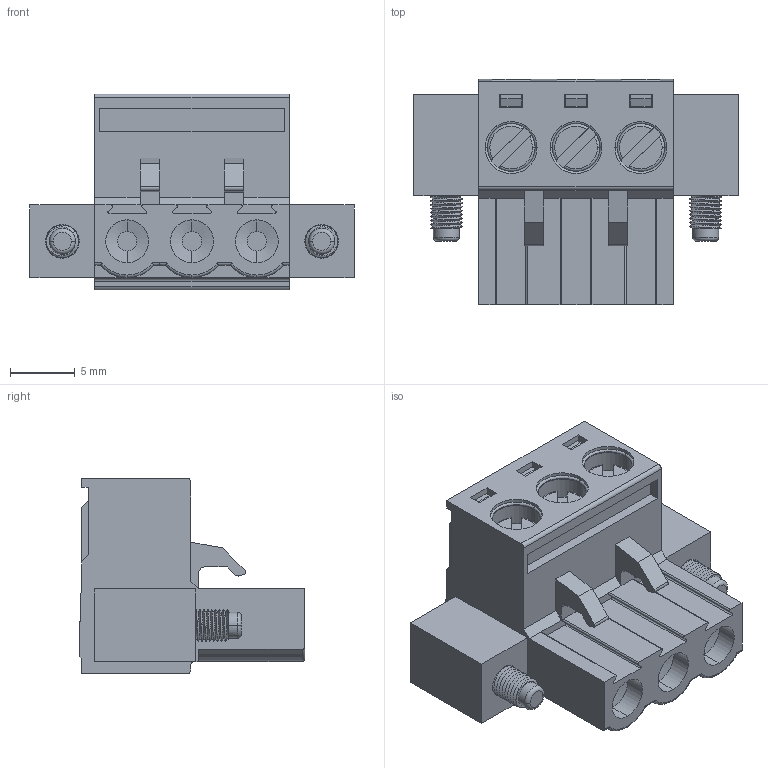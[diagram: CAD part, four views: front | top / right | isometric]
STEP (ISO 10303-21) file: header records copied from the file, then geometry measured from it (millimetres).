
FILE_DESCRIPTION (( 'STEP AP214' ), '1' );
FILE_NAME ('2EDGKM-5.0-03P-14-00AH.STEP', '2021-03-09T20:29:31', ( '' ), ( '' ), 'SwSTEP 2.0', 'SolidWorks 2020', '' );
FILE_SCHEMA (( 'AUTOMOTIVE_DESIGN' ));
Length unit declared in the file: millimetre
Products named in the file (1): 2EDGKM-5.0-03P-14-00AH
Bounding box: 25 x 17.4 x 15.1 mm (x, y, z)
Volume: 2501.6 mm3; surface area: 2795.3 mm2
Topology: 1 solids, 1 shells, 667 faces, 1720 edges, 1118 vertices
Faces by surface type: plane 403, bspline 126, cylinder 83, torus 39, cone 16
Entity records: 32442 total; most frequent: CARTESIAN_POINT 12656, ORIENTED_EDGE 3438, DIRECTION 2739, EDGE_CURVE 1719, VECTOR 1151, LINE 1151, VERTEX_POINT 1116, AXIS2_PLACEMENT_3D 794
